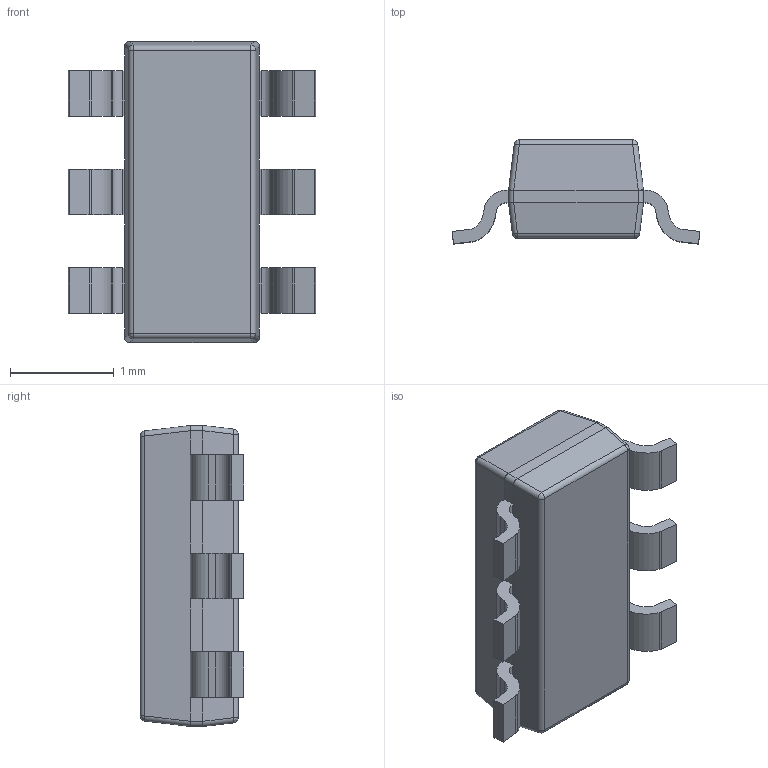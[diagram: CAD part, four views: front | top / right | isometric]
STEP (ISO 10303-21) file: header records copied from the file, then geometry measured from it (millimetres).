
FILE_DESCRIPTION(('FreeCAD Model'),'2;1');
FILE_NAME('Fusion.step', '2017-04-19T19:09:06',('kicad StepUp'),('ksu MCAD'), 'Open CASCADE STEP processor 6.8','FreeCAD','Unknown');
FILE_SCHEMA(('AUTOMOTIVE_DESIGN_CC2 { 1 2 10303 214 -1 1 5 4 }'));
Length unit declared in the file: millimetre
Products named in the file (1): Fusion
Bounding box: 2.39 x 1 x 2.9 mm (x, y, z)
Volume: 3.6 mm3; surface area: 19.2 mm2
Topology: 1 solids, 1 shells, 141 faces, 350 edges, 212 vertices
Faces by surface type: plane 75, cylinder 58, bspline 8
Entity records: 5305 total; most frequent: CARTESIAN_POINT 944, DIRECTION 710, ORIENTED_EDGE 700, EDGE_CURVE 350, LINE 242, VECTOR 242, AXIS2_PLACEMENT_3D 234, VERTEX_POINT 212
